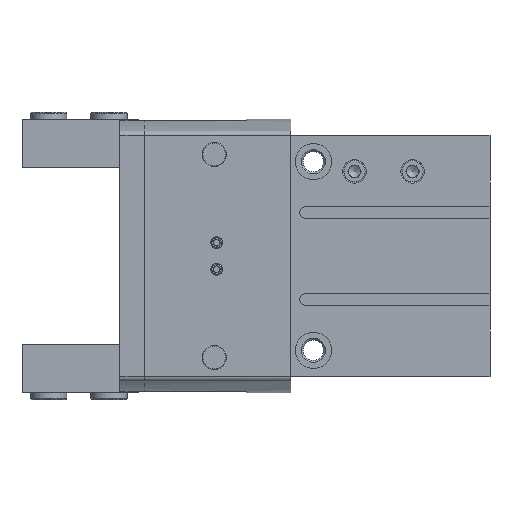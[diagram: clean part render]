
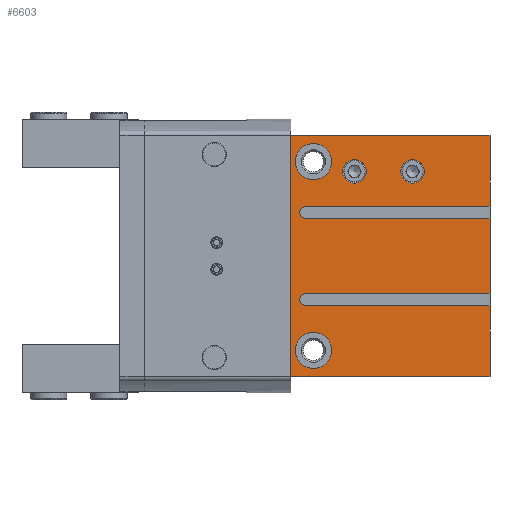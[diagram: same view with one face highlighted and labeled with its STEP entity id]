
A CAD part, left-side view. The second image highlights one B-rep face of the part: STEP entity #6603.
In plain terms, the highlighted planar face has unit normal (-1, 0, 0).
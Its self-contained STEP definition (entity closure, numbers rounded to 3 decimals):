
#126=PLANE('',#7190);
#443=LINE('',#10186,#942);
#451=LINE('',#10202,#950);
#471=LINE('',#10250,#970);
#511=LINE('',#10383,#1010);
#513=LINE('',#10399,#1012);
#514=LINE('',#10403,#1013);
#515=LINE('',#10404,#1014);
#516=LINE('',#10408,#1015);
#517=LINE('',#10409,#1016);
#518=LINE('',#10411,#1017);
#942=VECTOR('',#7999,1000.);
#950=VECTOR('',#8007,1000.);
#970=VECTOR('',#8035,1000.);
#1010=VECTOR('',#8155,1000.);
#1012=VECTOR('',#8171,1000.);
#1013=VECTOR('',#8174,1000.);
#1014=VECTOR('',#8175,1000.);
#1015=VECTOR('',#8178,1000.);
#1016=VECTOR('',#8179,1000.);
#1017=VECTOR('',#8180,1000.);
#1572=ORIENTED_EDGE('',*,*,#3330,.T.);
#1573=ORIENTED_EDGE('',*,*,#3331,.T.);
#1574=ORIENTED_EDGE('',*,*,#3332,.T.);
#1575=ORIENTED_EDGE('',*,*,#3333,.T.);
#1576=ORIENTED_EDGE('',*,*,#3236,.T.);
#1577=ORIENTED_EDGE('',*,*,#3334,.T.);
#1578=ORIENTED_EDGE('',*,*,#3335,.T.);
#1579=ORIENTED_EDGE('',*,*,#3336,.T.);
#1580=ORIENTED_EDGE('',*,*,#3228,.T.);
#1581=ORIENTED_EDGE('',*,*,#3337,.T.);
#1582=ORIENTED_EDGE('',*,*,#3338,.T.);
#1583=ORIENTED_EDGE('',*,*,#3339,.T.);
#1584=ORIENTED_EDGE('',*,*,#3260,.T.);
#1585=ORIENTED_EDGE('',*,*,#3340,.F.);
#1586=ORIENTED_EDGE('',*,*,#3341,.F.);
#1587=ORIENTED_EDGE('',*,*,#3326,.T.);
#3228=EDGE_CURVE('',#4115,#4114,#443,.T.);
#3236=EDGE_CURVE('',#4123,#4122,#451,.T.);
#3260=EDGE_CURVE('',#4147,#4146,#471,.T.);
#3326=EDGE_CURVE('',#4200,#4123,#511,.T.);
#3330=EDGE_CURVE('',#4203,#4203,#4790,.T.);
#3331=EDGE_CURVE('',#4204,#4204,#4791,.T.);
#3332=EDGE_CURVE('',#4205,#4205,#4792,.T.);
#3333=EDGE_CURVE('',#4206,#4206,#4793,.T.);
#3334=EDGE_CURVE('',#4122,#4207,#513,.T.);
#3335=EDGE_CURVE('',#4207,#4208,#4794,.T.);
#3336=EDGE_CURVE('',#4208,#4115,#514,.T.);
#3337=EDGE_CURVE('',#4114,#4209,#515,.T.);
#3338=EDGE_CURVE('',#4209,#4210,#4795,.T.);
#3339=EDGE_CURVE('',#4210,#4147,#516,.T.);
#3340=EDGE_CURVE('',#4211,#4146,#517,.T.);
#3341=EDGE_CURVE('',#4200,#4211,#518,.T.);
#4114=VERTEX_POINT('',#10185);
#4115=VERTEX_POINT('',#10187);
#4122=VERTEX_POINT('',#10201);
#4123=VERTEX_POINT('',#10203);
#4146=VERTEX_POINT('',#10249);
#4147=VERTEX_POINT('',#10251);
#4200=VERTEX_POINT('',#10384);
#4203=VERTEX_POINT('',#10392);
#4204=VERTEX_POINT('',#10394);
#4205=VERTEX_POINT('',#10396);
#4206=VERTEX_POINT('',#10398);
#4207=VERTEX_POINT('',#10400);
#4208=VERTEX_POINT('',#10402);
#4209=VERTEX_POINT('',#10405);
#4210=VERTEX_POINT('',#10407);
#4211=VERTEX_POINT('',#10410);
#4790=CIRCLE('',#7191,4.864);
#4791=CIRCLE('',#7192,4.864);
#4792=CIRCLE('',#7193,7.5);
#4793=CIRCLE('',#7194,7.5);
#4794=CIRCLE('',#7195,2.6);
#4795=CIRCLE('',#7196,2.6);
#5151=EDGE_LOOP('',(#1572));
#5152=EDGE_LOOP('',(#1573));
#5153=EDGE_LOOP('',(#1574));
#5154=EDGE_LOOP('',(#1575));
#5155=EDGE_LOOP('',(#1576,#1577,#1578,#1579,#1580,#1581,#1582,#1583,#1584,
#1585,#1586,#1587));
#5808=FACE_BOUND('',#5151,.T.);
#5809=FACE_BOUND('',#5152,.T.);
#5810=FACE_BOUND('',#5153,.T.);
#5811=FACE_BOUND('',#5154,.T.);
#5812=FACE_BOUND('',#5155,.T.);
#6603=ADVANCED_FACE('',(#5808,#5809,#5810,#5811,#5812),#126,.F.);
#7190=AXIS2_PLACEMENT_3D('',#10390,#8161,#8162);
#7191=AXIS2_PLACEMENT_3D('',#10391,#8163,#8164);
#7192=AXIS2_PLACEMENT_3D('',#10393,#8165,#8166);
#7193=AXIS2_PLACEMENT_3D('',#10395,#8167,#8168);
#7194=AXIS2_PLACEMENT_3D('',#10397,#8169,#8170);
#7195=AXIS2_PLACEMENT_3D('',#10401,#8172,#8173);
#7196=AXIS2_PLACEMENT_3D('',#10406,#8176,#8177);
#7999=DIRECTION('',(0.,0.,1.));
#8007=DIRECTION('',(0.,0.,1.));
#8035=DIRECTION('',(0.,0.,1.));
#8155=DIRECTION('',(0.,-1.,0.));
#8161=DIRECTION('',(1.,0.,0.));
#8162=DIRECTION('',(0.,0.,-1.));
#8163=DIRECTION('',(1.,0.,0.));
#8164=DIRECTION('',(0.,0.,-1.));
#8165=DIRECTION('',(1.,0.,0.));
#8166=DIRECTION('',(0.,0.,-1.));
#8167=DIRECTION('',(1.,0.,0.));
#8168=DIRECTION('',(0.,0.,-1.));
#8169=DIRECTION('',(1.,0.,0.));
#8170=DIRECTION('',(0.,0.,-1.));
#8171=DIRECTION('',(0.,1.,0.));
#8172=DIRECTION('',(1.,0.,0.));
#8173=DIRECTION('',(0.,0.,-1.));
#8174=DIRECTION('',(0.,-1.,0.));
#8175=DIRECTION('',(0.,1.,0.));
#8176=DIRECTION('',(1.,0.,0.));
#8177=DIRECTION('',(0.,0.,-1.));
#8178=DIRECTION('',(0.,-1.,0.));
#8179=DIRECTION('',(0.,-1.,0.));
#8180=DIRECTION('',(0.,0.,1.));
#10185=CARTESIAN_POINT('',(-32.,0.,15.4));
#10186=CARTESIAN_POINT('',(-32.,0.,-49.75));
#10187=CARTESIAN_POINT('',(-32.,0.,-15.4));
#10201=CARTESIAN_POINT('',(-32.,0.,-20.6));
#10202=CARTESIAN_POINT('',(-32.,0.,-49.75));
#10203=CARTESIAN_POINT('',(-32.,0.,-49.75));
#10249=CARTESIAN_POINT('',(-32.,0.,49.75));
#10250=CARTESIAN_POINT('',(-32.,0.,-49.75));
#10251=CARTESIAN_POINT('',(-32.,0.,20.6));
#10383=CARTESIAN_POINT('',(-32.,82.4,-49.75));
#10384=CARTESIAN_POINT('',(-32.,82.4,-49.75));
#10390=CARTESIAN_POINT('',(-32.,82.4,-49.75));
#10391=CARTESIAN_POINT('',(-32.,56.,35.));
#10392=CARTESIAN_POINT('',(-32.,56.,30.136));
#10393=CARTESIAN_POINT('',(-32.,32.,35.));
#10394=CARTESIAN_POINT('',(-32.,32.,30.136));
#10395=CARTESIAN_POINT('',(-32.,73.,39.));
#10396=CARTESIAN_POINT('',(-32.,73.,31.5));
#10397=CARTESIAN_POINT('',(-32.,73.,-39.));
#10398=CARTESIAN_POINT('',(-32.,73.,-46.5));
#10399=CARTESIAN_POINT('',(-32.,82.4,-20.6));
#10400=CARTESIAN_POINT('',(-32.,76.,-20.6));
#10401=CARTESIAN_POINT('',(-32.,76.,-18.));
#10402=CARTESIAN_POINT('',(-32.,76.,-15.4));
#10403=CARTESIAN_POINT('',(-32.,82.4,-15.4));
#10404=CARTESIAN_POINT('',(-32.,82.4,15.4));
#10405=CARTESIAN_POINT('',(-32.,76.,15.4));
#10406=CARTESIAN_POINT('',(-32.,76.,18.));
#10407=CARTESIAN_POINT('',(-32.,76.,20.6));
#10408=CARTESIAN_POINT('',(-32.,82.4,20.6));
#10409=CARTESIAN_POINT('',(-32.,82.4,49.75));
#10410=CARTESIAN_POINT('',(-32.,82.4,49.75));
#10411=CARTESIAN_POINT('',(-32.,82.4,-49.75));
